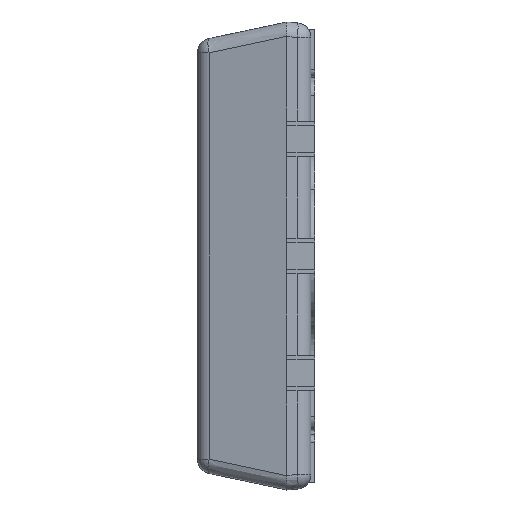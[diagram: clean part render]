
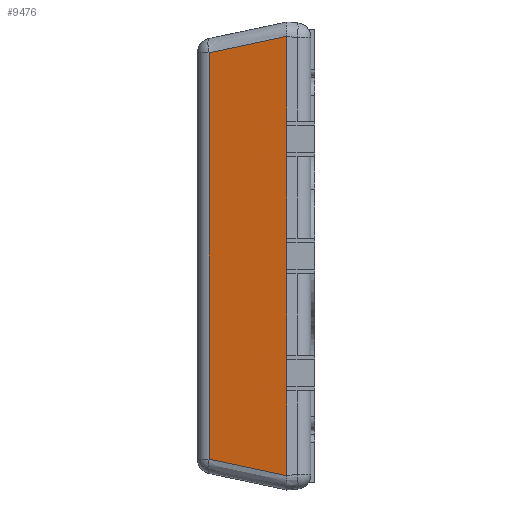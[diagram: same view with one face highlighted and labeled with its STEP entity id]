
A CAD part, left-side view. The second image highlights one B-rep face of the part: STEP entity #9476.
In plain terms, the highlighted planar face has unit normal (-0.978, 0.208, 0).
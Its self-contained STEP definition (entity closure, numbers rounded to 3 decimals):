
#81 = CARTESIAN_POINT ( 'NONE',  ( -2.4, 0.38, -3.004 ) ) ;
#125 = VECTOR ( 'NONE', #4008, 1000. ) ;
#225 = CARTESIAN_POINT ( 'NONE',  ( -2.271, 0.989, -2.875 ) ) ;
#411 = CARTESIAN_POINT ( 'NONE',  ( -2.4, 0.38, 1.79 ) ) ;
#435 = ORIENTED_EDGE ( 'NONE', *, *, #4954, .T. ) ;
#731 = EDGE_CURVE ( 'NONE', #10132, #4274, #11138, .T. ) ;
#741 = ORIENTED_EDGE ( 'NONE', *, *, #1703, .T. ) ;
#751 = AXIS2_PLACEMENT_3D ( 'NONE', #9833, #6956, #8643 ) ;
#797 = CARTESIAN_POINT ( 'NONE',  ( -2.4, 0.38, -3.004 ) ) ;
#799 = CARTESIAN_POINT ( 'NONE',  ( -2.174, 1.442, 2.779 ) ) ;
#1104 = B_SPLINE_CURVE_WITH_KNOTS ( 'NONE', 3,
 ( #4588, #6263, #3706, #797 ),
 .UNSPECIFIED., .F., .F.,
 ( 4, 4 ),
 ( 0., 0. ),
 .UNSPECIFIED. ) ;
#1291 = ORIENTED_EDGE ( 'NONE', *, *, #11276, .T. ) ;
#1338 = B_SPLINE_CURVE_WITH_KNOTS ( 'NONE', 3,
 ( #81, #8759, #2775, #10677, #225, #9730, #10593 ),
 .UNSPECIFIED., .F., .F.,
 ( 4, 3, 4 ),
 ( 0., 0., 0.001 ),
 .UNSPECIFIED. ) ;
#1422 = VECTOR ( 'NONE', #9985, 1000. ) ;
#1440 = CARTESIAN_POINT ( 'NONE',  ( -2.319, 0.763, 2.923 ) ) ;
#1510 = CARTESIAN_POINT ( 'NONE',  ( -2.4, 0.38, 3.004 ) ) ;
#1573 = VERTEX_POINT ( 'NONE', #3721 ) ;
#1574 = LINE ( 'NONE', #2079, #1422 ) ;
#1703 = EDGE_CURVE ( 'NONE', #7351, #2863, #9811, .T. ) ;
#1943 = EDGE_CURVE ( 'NONE', #1573, #3919, #1338, .T. ) ;
#2079 = CARTESIAN_POINT ( 'NONE',  ( -2.4, 0.38, 0. ) ) ;
#2332 = CARTESIAN_POINT ( 'NONE',  ( -2.4, 0.38, 3.004 ) ) ;
#2464 = DIRECTION ( 'NONE',  ( 0., 0., -1. ) ) ;
#2708 = EDGE_LOOP ( 'NONE', ( #6967, #5110, #5508, #5452, #7005, #8251, #3334, #1291, #435, #6512, #741, #9286 ) ) ;
#2775 = CARTESIAN_POINT ( 'NONE',  ( -2.346, 0.635, -2.95 ) ) ;
#2863 = VERTEX_POINT ( 'NONE', #2332 ) ;
#2971 = CARTESIAN_POINT ( 'NONE',  ( -2.4, 0.38, -0.19 ) ) ;
#3298 = B_SPLINE_CURVE_WITH_KNOTS ( 'NONE', 3,
 ( #3931, #4807, #8164, #7449 ),
 .UNSPECIFIED., .F., .F.,
 ( 4, 4 ),
 ( 0.559, 0.938 ),
 .UNSPECIFIED. ) ;
#3334 = ORIENTED_EDGE ( 'NONE', *, *, #3673, .T. ) ;
#3611 = LINE ( 'NONE', #10712, #7393 ) ;
#3673 = EDGE_CURVE ( 'NONE', #10132, #5935, #6260, .T. ) ;
#3706 = CARTESIAN_POINT ( 'NONE',  ( -2.4, 0.38, -3.003 ) ) ;
#3721 = CARTESIAN_POINT ( 'NONE',  ( -2.4, 0.38, -3.004 ) ) ;
#3919 = VERTEX_POINT ( 'NONE', #5830 ) ;
#3931 = CARTESIAN_POINT ( 'NONE',  ( -2.4, 0.38, -1.79 ) ) ;
#3983 = CARTESIAN_POINT ( 'NONE',  ( -2.4, 0.38, 0.19 ) ) ;
#4008 = DIRECTION ( 'NONE',  ( 0., 0., 1. ) ) ;
#4274 = VERTEX_POINT ( 'NONE', #5609 ) ;
#4408 = CARTESIAN_POINT ( 'NONE',  ( -2.4, 0.38, 3.001 ) ) ;
#4562 = VERTEX_POINT ( 'NONE', #4685 ) ;
#4588 = CARTESIAN_POINT ( 'NONE',  ( -2.4, 0.38, -3.001 ) ) ;
#4596 = CARTESIAN_POINT ( 'NONE',  ( -2.4, 0.38, -1.003 ) ) ;
#4677 = LINE ( 'NONE', #8663, #8291 ) ;
#4685 = CARTESIAN_POINT ( 'NONE',  ( -2.4, 0.38, -1.79 ) ) ;
#4729 = CARTESIAN_POINT ( 'NONE',  ( -2.4, 0.38, 0. ) ) ;
#4807 = CARTESIAN_POINT ( 'NONE',  ( -2.4, 0.38, -2.194 ) ) ;
#4844 = EDGE_CURVE ( 'NONE', #5610, #7351, #7319, .T. ) ;
#4954 = EDGE_CURVE ( 'NONE', #5795, #5610, #3611, .T. ) ;
#5110 = ORIENTED_EDGE ( 'NONE', *, *, #1943, .F. ) ;
#5422 = EDGE_CURVE ( 'NONE', #10116, #1573, #1104, .T. ) ;
#5450 = B_SPLINE_CURVE_WITH_KNOTS ( 'NONE', 3,
 ( #1510, #6987, #7643, #1440, #5979, #8599, #799 ),
 .UNSPECIFIED., .F., .F.,
 ( 4, 3, 4 ),
 ( 0., 0., 0.001 ),
 .UNSPECIFIED. ) ;
#5452 = ORIENTED_EDGE ( 'NONE', *, *, #11133, .F. ) ;
#5508 = ORIENTED_EDGE ( 'NONE', *, *, #5422, .F. ) ;
#5609 = CARTESIAN_POINT ( 'NONE',  ( -2.4, 0.38, -1.41 ) ) ;
#5610 = VERTEX_POINT ( 'NONE', #411 ) ;
#5658 = CARTESIAN_POINT ( 'NONE',  ( -2.174, 1.442, 2.779 ) ) ;
#5660 = DIRECTION ( 'NONE',  ( 0., 0., 1. ) ) ;
#5795 = VERTEX_POINT ( 'NONE', #6776 ) ;
#5830 = CARTESIAN_POINT ( 'NONE',  ( -2.174, 1.442, -2.779 ) ) ;
#5935 = VERTEX_POINT ( 'NONE', #3983 ) ;
#5972 = EDGE_CURVE ( 'NONE', #7107, #3919, #4677, .T. ) ;
#5979 = CARTESIAN_POINT ( 'NONE',  ( -2.271, 0.989, 2.875 ) ) ;
#6092 = CARTESIAN_POINT ( 'NONE',  ( -2.4, 0.38, 3.002 ) ) ;
#6112 = DIRECTION ( 'NONE',  ( 0., 0., 1. ) ) ;
#6260 = LINE ( 'NONE', #8662, #9832 ) ;
#6263 = CARTESIAN_POINT ( 'NONE',  ( -2.4, 0.38, -3.002 ) ) ;
#6512 = ORIENTED_EDGE ( 'NONE', *, *, #4844, .T. ) ;
#6776 = CARTESIAN_POINT ( 'NONE',  ( -2.4, 0.38, 1.41 ) ) ;
#6873 = CARTESIAN_POINT ( 'NONE',  ( -2.4, 0.38, 3.003 ) ) ;
#6956 = DIRECTION ( 'NONE',  ( -0.978, 0.208, 0. ) ) ;
#6967 = ORIENTED_EDGE ( 'NONE', *, *, #5972, .T. ) ;
#6987 = CARTESIAN_POINT ( 'NONE',  ( -2.373, 0.508, 2.977 ) ) ;
#7005 = ORIENTED_EDGE ( 'NONE', *, *, #7149, .F. ) ;
#7107 = VERTEX_POINT ( 'NONE', #5658 ) ;
#7149 = EDGE_CURVE ( 'NONE', #4274, #4562, #1574, .T. ) ;
#7319 = LINE ( 'NONE', #7447, #125 ) ;
#7351 = VERTEX_POINT ( 'NONE', #9446 ) ;
#7393 = VECTOR ( 'NONE', #5660, 1000. ) ;
#7447 = CARTESIAN_POINT ( 'NONE',  ( -2.4, 0.38, 0. ) ) ;
#7449 = CARTESIAN_POINT ( 'NONE',  ( -2.4, 0.38, -3.001 ) ) ;
#7566 = CARTESIAN_POINT ( 'NONE',  ( -2.4, 0.38, -0.19 ) ) ;
#7643 = CARTESIAN_POINT ( 'NONE',  ( -2.346, 0.635, 2.95 ) ) ;
#8018 = CARTESIAN_POINT ( 'NONE',  ( -2.4, 0.38, -0.597 ) ) ;
#8055 = PLANE ( 'NONE',  #751 ) ;
#8164 = CARTESIAN_POINT ( 'NONE',  ( -2.4, 0.38, -2.597 ) ) ;
#8182 = FACE_OUTER_BOUND ( 'NONE', #2708, .T. ) ;
#8251 = ORIENTED_EDGE ( 'NONE', *, *, #731, .F. ) ;
#8291 = VECTOR ( 'NONE', #2464, 1000. ) ;
#8599 = CARTESIAN_POINT ( 'NONE',  ( -2.222, 1.215, 2.827 ) ) ;
#8643 = DIRECTION ( 'NONE',  ( 0., 0., -1. ) ) ;
#8662 = CARTESIAN_POINT ( 'NONE',  ( -2.4, 0.38, 0. ) ) ;
#8663 = CARTESIAN_POINT ( 'NONE',  ( -2.174, 1.442, 0.259 ) ) ;
#8710 = CARTESIAN_POINT ( 'NONE',  ( -2.4, 0.38, 3.004 ) ) ;
#8759 = CARTESIAN_POINT ( 'NONE',  ( -2.373, 0.508, -2.977 ) ) ;
#8824 = CARTESIAN_POINT ( 'NONE',  ( -2.4, 0.38, -1.41 ) ) ;
#9238 = CARTESIAN_POINT ( 'NONE',  ( -2.4, 0.38, -3.001 ) ) ;
#9286 = ORIENTED_EDGE ( 'NONE', *, *, #10694, .T. ) ;
#9417 = VECTOR ( 'NONE', #9864, 1000. ) ;
#9446 = CARTESIAN_POINT ( 'NONE',  ( -2.4, 0.38, 3.001 ) ) ;
#9476 = ADVANCED_FACE ( 'NONE', ( #8182 ), #8055, .T. ) ;
#9627 = LINE ( 'NONE', #4729, #9417 ) ;
#9730 = CARTESIAN_POINT ( 'NONE',  ( -2.222, 1.215, -2.827 ) ) ;
#9811 = B_SPLINE_CURVE_WITH_KNOTS ( 'NONE', 3,
 ( #4408, #6092, #6873, #8710 ),
 .UNSPECIFIED., .F., .F.,
 ( 4, 4 ),
 ( 0., 0. ),
 .UNSPECIFIED. ) ;
#9832 = VECTOR ( 'NONE', #6112, 1000. ) ;
#9833 = CARTESIAN_POINT ( 'NONE',  ( -2.141, 1.6, 2.941 ) ) ;
#9864 = DIRECTION ( 'NONE',  ( 0., 0., 1. ) ) ;
#9985 = DIRECTION ( 'NONE',  ( 0., 0., -1. ) ) ;
#10116 = VERTEX_POINT ( 'NONE', #9238 ) ;
#10132 = VERTEX_POINT ( 'NONE', #7566 ) ;
#10593 = CARTESIAN_POINT ( 'NONE',  ( -2.174, 1.442, -2.779 ) ) ;
#10677 = CARTESIAN_POINT ( 'NONE',  ( -2.319, 0.763, -2.923 ) ) ;
#10694 = EDGE_CURVE ( 'NONE', #2863, #7107, #5450, .T. ) ;
#10712 = CARTESIAN_POINT ( 'NONE',  ( -2.4, 0.38, 0. ) ) ;
#11133 = EDGE_CURVE ( 'NONE', #4562, #10116, #3298, .T. ) ;
#11138 = B_SPLINE_CURVE_WITH_KNOTS ( 'NONE', 3,
 ( #2971, #8018, #4596, #8824 ),
 .UNSPECIFIED., .F., .F.,
 ( 4, 4 ),
 ( 0.059, 0.441 ),
 .UNSPECIFIED. ) ;
#11276 = EDGE_CURVE ( 'NONE', #5935, #5795, #9627, .T. ) ;
